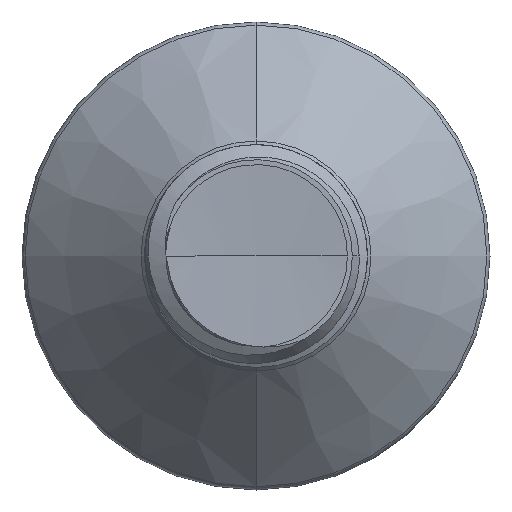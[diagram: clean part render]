
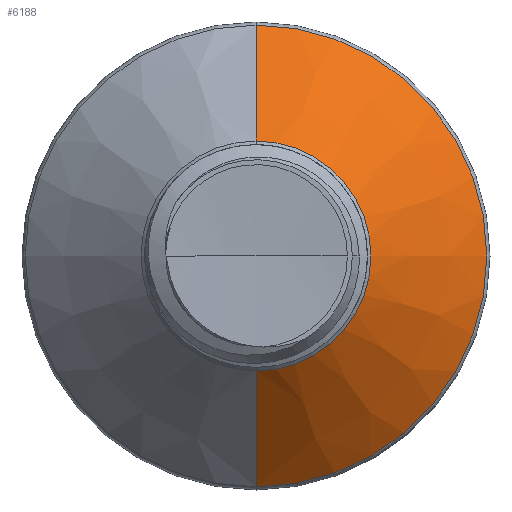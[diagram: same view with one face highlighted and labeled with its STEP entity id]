
A CAD part, front view. The second image highlights one B-rep face of the part: STEP entity #6188.
In plain terms, the highlighted conical face has half-angle 45 degrees and reference radius 2.064 mm.
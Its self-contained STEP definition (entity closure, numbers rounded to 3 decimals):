
#275 = DIRECTION ( 'NONE',  ( 0., 0.707, -0.707 ) ) ;
#317 = CARTESIAN_POINT ( 'NONE',  ( 0., 2.786, -2.064 ) ) ;
#711 = VERTEX_POINT ( 'NONE', #5895 ) ;
#759 = EDGE_LOOP ( 'NONE', ( #3435, #3454, #3470, #3485 ) ) ;
#1532 = AXIS2_PLACEMENT_3D ( 'NONE', #6931, #6856, #6909 ) ;
#1856 = VERTEX_POINT ( 'NONE', #9206 ) ;
#1961 = FACE_OUTER_BOUND ( 'NONE', #759, .T. ) ;
#2417 = DIRECTION ( 'NONE',  ( 0., 1., 0. ) ) ;
#3009 = AXIS2_PLACEMENT_3D ( 'NONE', #7674, #10327, #10153 ) ;
#3278 = EDGE_CURVE ( 'NONE', #4789, #711, #3627, .T. ) ;
#3435 = ORIENTED_EDGE ( 'NONE', *, *, #9776, .T. ) ;
#3454 = ORIENTED_EDGE ( 'NONE', *, *, #4246, .T. ) ;
#3470 = ORIENTED_EDGE ( 'NONE', *, *, #8925, .F. ) ;
#3485 = ORIENTED_EDGE ( 'NONE', *, *, #3278, .F. ) ;
#3627 = LINE ( 'NONE', #10122, #3667 ) ;
#3667 = VECTOR ( 'NONE', #10120, 1000. ) ;
#3832 = VECTOR ( 'NONE', #275, 1000. ) ;
#3854 = LINE ( 'NONE', #317, #3832 ) ;
#4218 = CONICAL_SURFACE ( 'NONE', #1532, 2.064, 0.785 ) ;
#4246 = EDGE_CURVE ( 'NONE', #1856, #10125, #3854, .T. ) ;
#4640 = CIRCLE ( 'NONE', #3009, 4.143 ) ;
#4789 = VERTEX_POINT ( 'NONE', #9469 ) ;
#5066 = CIRCLE ( 'NONE', #9821, 2.064 ) ;
#5895 = CARTESIAN_POINT ( 'NONE',  ( 0., 4.865, 4.143 ) ) ;
#6188 = ADVANCED_FACE ( 'NONE', ( #1961 ), #4218, .T. ) ;
#6856 = DIRECTION ( 'NONE',  ( 0., 1., 0. ) ) ;
#6909 = DIRECTION ( 'NONE',  ( 0., 0., 1. ) ) ;
#6931 = CARTESIAN_POINT ( 'NONE',  ( 0., 2.786, 0. ) ) ;
#7674 = CARTESIAN_POINT ( 'NONE',  ( 0., 4.865, 0. ) ) ;
#8186 = CARTESIAN_POINT ( 'NONE',  ( 0., 2.786, 0. ) ) ;
#8864 = DIRECTION ( 'NONE',  ( 0., 0., 1. ) ) ;
#8925 = EDGE_CURVE ( 'NONE', #711, #10125, #4640, .T. ) ;
#8936 = CARTESIAN_POINT ( 'NONE',  ( 0., 4.865, -4.143 ) ) ;
#9206 = CARTESIAN_POINT ( 'NONE',  ( 0., 2.786, -2.064 ) ) ;
#9469 = CARTESIAN_POINT ( 'NONE',  ( 0., 2.786, 2.064 ) ) ;
#9776 = EDGE_CURVE ( 'NONE', #4789, #1856, #5066, .T. ) ;
#9821 = AXIS2_PLACEMENT_3D ( 'NONE', #8186, #2417, #8864 ) ;
#10120 = DIRECTION ( 'NONE',  ( 0., 0.707, 0.707 ) ) ;
#10122 = CARTESIAN_POINT ( 'NONE',  ( 0., 2.786, 2.064 ) ) ;
#10125 = VERTEX_POINT ( 'NONE', #8936 ) ;
#10153 = DIRECTION ( 'NONE',  ( 0., 0., 1. ) ) ;
#10327 = DIRECTION ( 'NONE',  ( 0., 1., 0. ) ) ;
